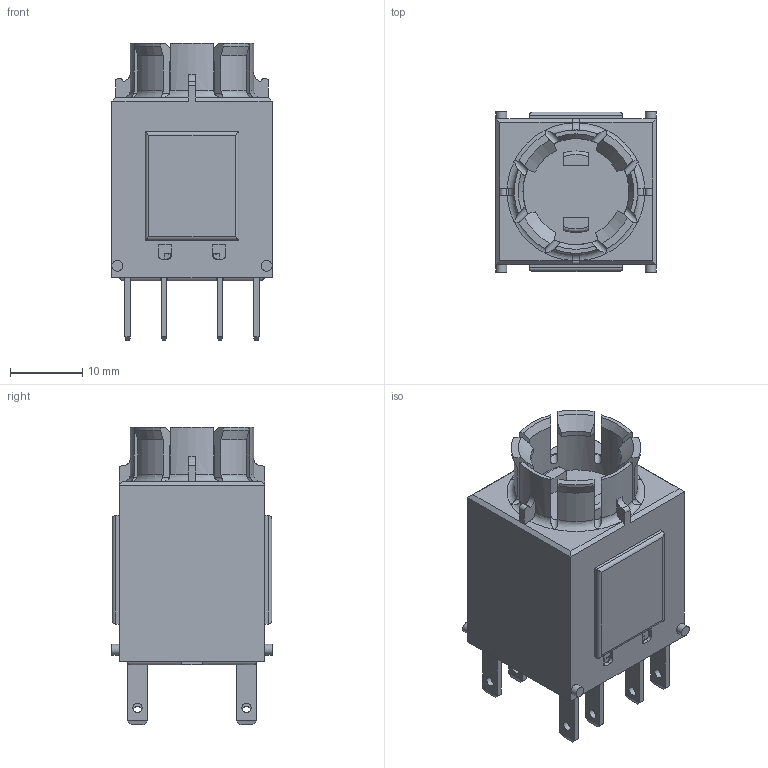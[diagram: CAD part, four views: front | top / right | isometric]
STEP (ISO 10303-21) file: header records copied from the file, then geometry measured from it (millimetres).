
FILE_DESCRIPTION(/* description */ (''),/* implementation_level */ '2;1');
FILE_NAME(/* name */ 'AZ2N_ipt.stp',/* time_stamp */ '2015-02-25T12:36:51+01:00',/* author */ ('thagel'),/* organization */ (''),/* preprocessor_version */ 'ST-DEVELOPER v15.2',/* originating_system */ 'Autodesk Inventor 2014',/* authorisation */ '');
FILE_SCHEMA (('AUTOMOTIVE_DESIGN { 1 0 10303 214 3 1 1 }'));
Length unit declared in the file: centimetre
Products named in the file (1): AZ2N vereinfacht
Bounding box: 22.2 x 22.2 x 41.17 mm (x, y, z)
Volume: 11914.4 mm3; surface area: 5502.1 mm2
Topology: 1 solids, 5 shells, 1171 faces, 3306 edges, 2180 vertices
Faces by surface type: plane 1058, cylinder 77, torus 22, cone 12, bspline 2
Full cylindrical faces by diameter (mm): 1.3 x8, 1.5 x4, 14.7 x1
Entity records: 37636 total; most frequent: CARTESIAN_POINT 7495, ORIENTED_EDGE 6576, DIRECTION 5669, EDGE_CURVE 3288, LINE 2995, VECTOR 2995, VERTEX_POINT 2175, AXIS2_PLACEMENT_3D 1337
